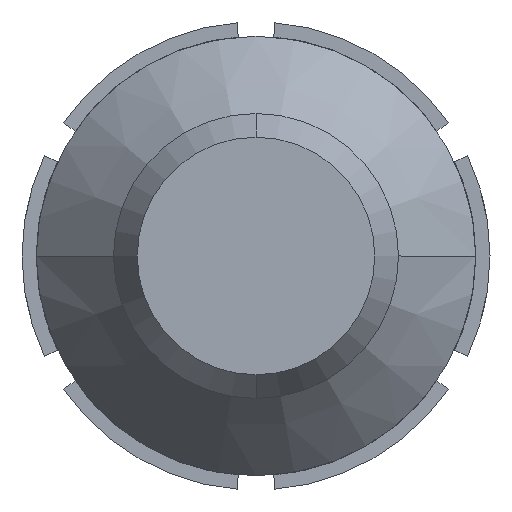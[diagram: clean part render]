
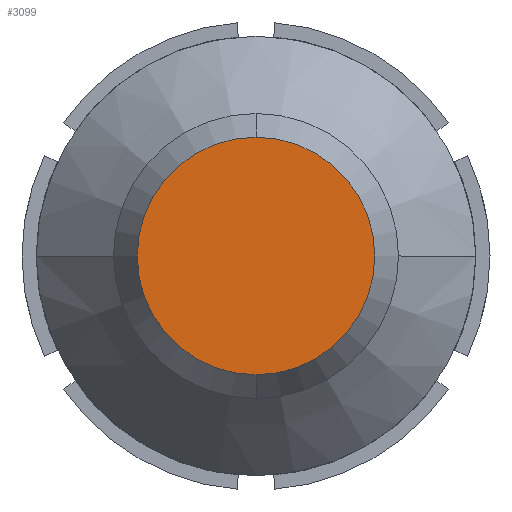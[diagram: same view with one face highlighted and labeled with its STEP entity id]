
A CAD part, front view. The second image highlights one B-rep face of the part: STEP entity #3099.
In plain terms, the highlighted planar face has unit normal (0, -1, 0).
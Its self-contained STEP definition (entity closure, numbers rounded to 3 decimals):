
#72 = PLANE ( 'NONE',  #1672 ) ;
#224 = AXIS2_PLACEMENT_3D ( 'NONE', #461, #3145, #1701 ) ;
#370 = ORIENTED_EDGE ( 'NONE', *, *, #1213, .T. ) ;
#428 = CIRCLE ( 'NONE', #224, 5. ) ;
#461 = CARTESIAN_POINT ( 'NONE',  ( 0., -70.75, 0. ) ) ;
#529 = DIRECTION ( 'NONE',  ( 0., 1., 0. ) ) ;
#1213 = EDGE_CURVE ( 'NONE', #2477, #1496, #2551, .T. ) ;
#1496 = VERTEX_POINT ( 'NONE', #1717 ) ;
#1561 = AXIS2_PLACEMENT_3D ( 'NONE', #2763, #1950, #3195 ) ;
#1672 = AXIS2_PLACEMENT_3D ( 'NONE', #2524, #529, #2014 ) ;
#1701 = DIRECTION ( 'NONE',  ( 0., 0., 1. ) ) ;
#1717 = CARTESIAN_POINT ( 'NONE',  ( 0., -70.75, 5. ) ) ;
#1950 = DIRECTION ( 'NONE',  ( 0., -1., 0. ) ) ;
#2014 = DIRECTION ( 'NONE',  ( 0., 0., 1. ) ) ;
#2017 = EDGE_LOOP ( 'NONE', ( #2520, #370 ) ) ;
#2153 = CARTESIAN_POINT ( 'NONE',  ( 0., -70.75, -5. ) ) ;
#2329 = EDGE_CURVE ( 'NONE', #1496, #2477, #428, .T. ) ;
#2477 = VERTEX_POINT ( 'NONE', #2153 ) ;
#2520 = ORIENTED_EDGE ( 'NONE', *, *, #2329, .T. ) ;
#2524 = CARTESIAN_POINT ( 'NONE',  ( -6., -70.75, 0. ) ) ;
#2551 = CIRCLE ( 'NONE', #1561, 5. ) ;
#2744 = FACE_OUTER_BOUND ( 'NONE', #2017, .T. ) ;
#2763 = CARTESIAN_POINT ( 'NONE',  ( 0., -70.75, 0. ) ) ;
#3099 = ADVANCED_FACE ( 'NONE', ( #2744 ), #72, .F. ) ;
#3145 = DIRECTION ( 'NONE',  ( 0., -1., 0. ) ) ;
#3195 = DIRECTION ( 'NONE',  ( 0., 0., 1. ) ) ;
